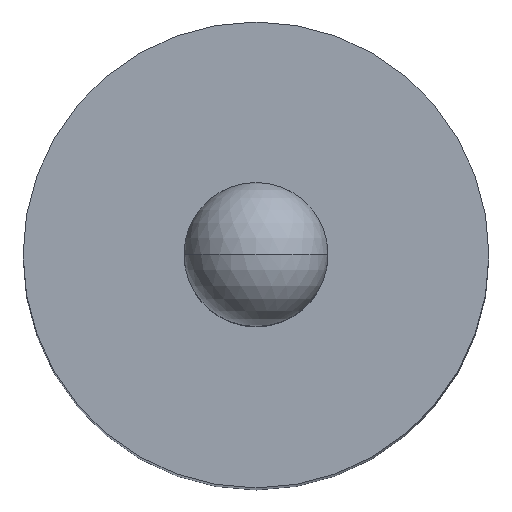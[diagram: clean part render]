
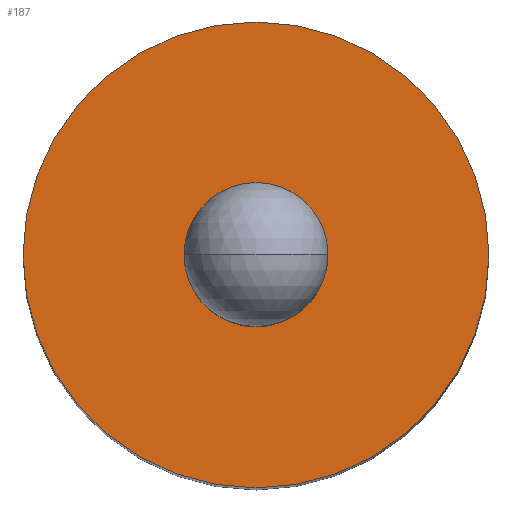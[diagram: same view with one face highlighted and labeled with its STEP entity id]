
A CAD part, top view. The second image highlights one B-rep face of the part: STEP entity #187.
In plain terms, the highlighted planar face has unit normal (0, 0, 1).
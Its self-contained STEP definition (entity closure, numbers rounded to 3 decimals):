
#1 = ORIENTED_EDGE ( 'NONE', *, *, #17, .F. ) ;
#10 = ORIENTED_EDGE ( 'NONE', *, *, #102, .F. ) ;
#13 = CARTESIAN_POINT ( 'NONE',  ( 0., 0., -0.88 ) ) ;
#15 = CIRCLE ( 'NONE', #319, 0.19 ) ;
#17 = EDGE_CURVE ( 'NONE', #156, #453, #312, .T. ) ;
#19 = CARTESIAN_POINT ( 'NONE',  ( 0., 0., -0.88 ) ) ;
#23 = DIRECTION ( 'NONE',  ( -1., 0., 0. ) ) ;
#24 = CARTESIAN_POINT ( 'NONE',  ( 0., 0., -0.88 ) ) ;
#56 = AXIS2_PLACEMENT_3D ( 'NONE', #13, #460, #270 ) ;
#82 = DIRECTION ( 'NONE',  ( -1., 0., 0. ) ) ;
#84 = AXIS2_PLACEMENT_3D ( 'NONE', #398, #287, #23 ) ;
#102 = EDGE_CURVE ( 'NONE', #453, #156, #466, .T. ) ;
#105 = DIRECTION ( 'NONE',  ( 0., 0., -1. ) ) ;
#111 = EDGE_CURVE ( 'NONE', #336, #447, #15, .T. ) ;
#115 = ORIENTED_EDGE ( 'NONE', *, *, #198, .T. ) ;
#125 = EDGE_LOOP ( 'NONE', ( #158, #115 ) ) ;
#140 = AXIS2_PLACEMENT_3D ( 'NONE', #267, #412, #82 ) ;
#147 = FACE_OUTER_BOUND ( 'NONE', #343, .T. ) ;
#152 = CARTESIAN_POINT ( 'NONE',  ( -0.19, 0., -0.88 ) ) ;
#156 = VERTEX_POINT ( 'NONE', #311 ) ;
#158 = ORIENTED_EDGE ( 'NONE', *, *, #111, .T. ) ;
#187 = ADVANCED_FACE ( 'NONE', ( #283, #147 ), #424, .F. ) ;
#193 = CIRCLE ( 'NONE', #389, 0.19 ) ;
#198 = EDGE_CURVE ( 'NONE', #447, #336, #193, .T. ) ;
#213 = DIRECTION ( 'NONE',  ( -1., 0., 0. ) ) ;
#259 = CARTESIAN_POINT ( 'NONE',  ( 0.19, 0., -0.88 ) ) ;
#267 = CARTESIAN_POINT ( 'NONE',  ( 0., 0., -0.88 ) ) ;
#270 = DIRECTION ( 'NONE',  ( -1., 0., 0. ) ) ;
#283 = FACE_BOUND ( 'NONE', #125, .T. ) ;
#284 = CARTESIAN_POINT ( 'NONE',  ( 0.615, 0., -0.88 ) ) ;
#287 = DIRECTION ( 'NONE',  ( 0., 0., -1. ) ) ;
#311 = CARTESIAN_POINT ( 'NONE',  ( -0.615, 0., -0.88 ) ) ;
#312 = CIRCLE ( 'NONE', #140, 0.615 ) ;
#319 = AXIS2_PLACEMENT_3D ( 'NONE', #19, #421, #457 ) ;
#336 = VERTEX_POINT ( 'NONE', #152 ) ;
#343 = EDGE_LOOP ( 'NONE', ( #1, #10 ) ) ;
#389 = AXIS2_PLACEMENT_3D ( 'NONE', #24, #105, #213 ) ;
#398 = CARTESIAN_POINT ( 'NONE',  ( 0., 0., -0.88 ) ) ;
#412 = DIRECTION ( 'NONE',  ( 0., 0., -1. ) ) ;
#421 = DIRECTION ( 'NONE',  ( 0., 0., -1. ) ) ;
#424 = PLANE ( 'NONE',  #84 ) ;
#447 = VERTEX_POINT ( 'NONE', #259 ) ;
#453 = VERTEX_POINT ( 'NONE', #284 ) ;
#457 = DIRECTION ( 'NONE',  ( -1., 0., 0. ) ) ;
#460 = DIRECTION ( 'NONE',  ( 0., 0., -1. ) ) ;
#466 = CIRCLE ( 'NONE', #56, 0.615 ) ;
